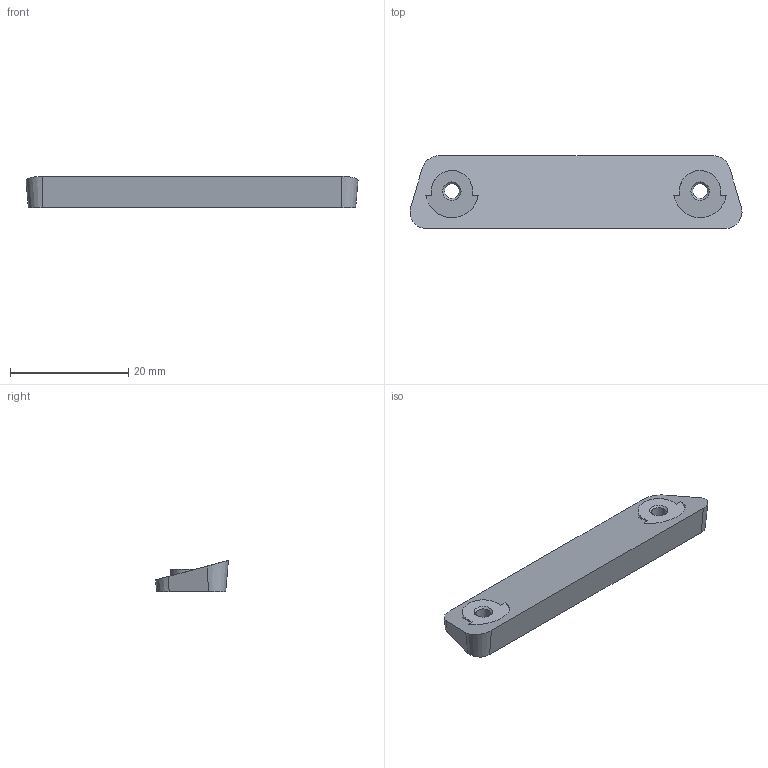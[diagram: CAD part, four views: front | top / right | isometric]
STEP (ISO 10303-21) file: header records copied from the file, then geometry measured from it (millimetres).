
FILE_DESCRIPTION(('FreeCAD Model'),'2;1');
FILE_NAME('Open CASCADE Shape Model','2021-02-05T13:12:14',('Author'),( ''),'Open CASCADE STEP processor 7.4','FreeCAD','Unknown');
FILE_SCHEMA(('AUTOMOTIVE_DESIGN { 1 0 10303 214 1 1 1 1 }'));
Length unit declared in the file: millimetre
Products named in the file (1): Chamfer
Bounding box: 56.19 x 12.33 x 5.28 mm (x, y, z)
Volume: 2143.4 mm3; surface area: 1957.6 mm2
Topology: 1 solids, 1 shells, 51 faces, 128 edges, 86 vertices
Faces by surface type: plane 25, cone 14, cylinder 12
Full cylindrical faces by diameter (mm): 2.5 x2, 6.3 x2
Entity records: 1574 total; most frequent: DIRECTION 278, CARTESIAN_POINT 274, ORIENTED_EDGE 256, EDGE_CURVE 128, AXIS2_PLACEMENT_3D 106, VERTEX_POINT 86, LINE 66, VECTOR 66
